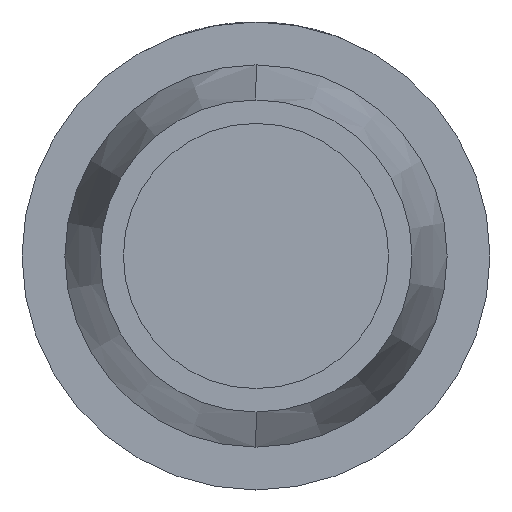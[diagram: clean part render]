
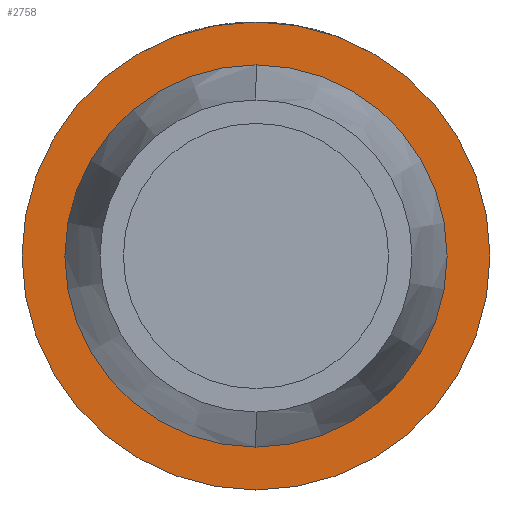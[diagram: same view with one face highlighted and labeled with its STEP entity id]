
A CAD part, front view. The second image highlights one B-rep face of the part: STEP entity #2758.
In plain terms, the highlighted planar face has unit normal (0, -1, 0).
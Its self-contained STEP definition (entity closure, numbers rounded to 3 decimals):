
#2 = VERTEX_POINT ( 'NONE', #3955 ) ;
#14 = DIRECTION ( 'NONE',  ( 0., 0., -1. ) ) ;
#113 = DIRECTION ( 'NONE',  ( 0., -1., 0. ) ) ;
#163 = ORIENTED_EDGE ( 'NONE', *, *, #725, .F. ) ;
#260 = DIRECTION ( 'NONE',  ( 0., -1., 0. ) ) ;
#310 = DIRECTION ( 'NONE',  ( 0., 0., 1. ) ) ;
#378 = PLANE ( 'NONE',  #1037 ) ;
#715 = VERTEX_POINT ( 'NONE', #1411 ) ;
#725 = EDGE_CURVE ( 'Defeature ausgef�hrt2_4+Defeature ausgef�hrt2_3+Defeature ausgef�hrt2_3+Defeature ausgef�hrt2_3', #2, #1104, #2687, .T. ) ;
#820 = VERTEX_POINT ( 'NONE', #3063 ) ;
#887 = AXIS2_PLACEMENT_3D ( 'NONE', #1985, #2075, #1062 ) ;
#968 = ORIENTED_EDGE ( 'NONE', *, *, #1034, .T. ) ;
#1034 = EDGE_CURVE ( 'Defeature ausgef�hrt2_3+Defeature ausgef�hrt2_2+Defeature ausgef�hrt2_2+Defeature ausgef�hrt2_2', #715, #820, #1174, .T. ) ;
#1037 = AXIS2_PLACEMENT_3D ( 'NONE', #1627, #1668, #14 ) ;
#1062 = DIRECTION ( 'NONE',  ( 0., 0., 1. ) ) ;
#1104 = VERTEX_POINT ( 'NONE', #3744 ) ;
#1158 = DIRECTION ( 'NONE',  ( 0., 0., 1. ) ) ;
#1174 = CIRCLE ( 'NONE', #2272, 1.5 ) ;
#1220 = EDGE_LOOP ( 'NONE', ( #2101, #163 ) ) ;
#1411 = CARTESIAN_POINT ( 'NONE',  ( 0., 3., -1.5 ) ) ;
#1627 = CARTESIAN_POINT ( 'NONE',  ( -1.225, 3., 0. ) ) ;
#1668 = DIRECTION ( 'NONE',  ( 0., 1., 0. ) ) ;
#1717 = DIRECTION ( 'NONE',  ( 0., 0., 1. ) ) ;
#1771 = EDGE_CURVE ( 'Defeature ausgef�hrt2_4+Defeature ausgef�hrt2_3+Defeature ausgef�hrt2_3+Defeature ausgef�hrt2_3', #1104, #2, #4036, .T. ) ;
#1985 = CARTESIAN_POINT ( 'NONE',  ( 0., 3., 0. ) ) ;
#2075 = DIRECTION ( 'NONE',  ( 0., -1., 0. ) ) ;
#2101 = ORIENTED_EDGE ( 'NONE', *, *, #1771, .F. ) ;
#2237 = CARTESIAN_POINT ( 'NONE',  ( 0., 3., 0. ) ) ;
#2255 = AXIS2_PLACEMENT_3D ( 'NONE', #4055, #260, #1158 ) ;
#2272 = AXIS2_PLACEMENT_3D ( 'NONE', #2237, #3797, #310 ) ;
#2337 = CIRCLE ( 'NONE', #887, 1.5 ) ;
#2687 = CIRCLE ( 'NONE', #3493, 1.225 ) ;
#2689 = ORIENTED_EDGE ( 'NONE', *, *, #2799, .T. ) ;
#2755 = EDGE_LOOP ( 'NONE', ( #2689, #968 ) ) ;
#2758 = ADVANCED_FACE ( 'Defeature ausgef�hrt2_3', ( #3866, #2881 ), #378, .F. ) ;
#2799 = EDGE_CURVE ( 'Defeature ausgef�hrt2_3+Defeature ausgef�hrt2_2+Defeature ausgef�hrt2_2+Defeature ausgef�hrt2_2', #820, #715, #2337, .T. ) ;
#2881 = FACE_OUTER_BOUND ( 'NONE', #2755, .T. ) ;
#3063 = CARTESIAN_POINT ( 'NONE',  ( 0., 3., 1.5 ) ) ;
#3493 = AXIS2_PLACEMENT_3D ( 'NONE', #3926, #113, #1717 ) ;
#3744 = CARTESIAN_POINT ( 'NONE',  ( 0., 3., 1.225 ) ) ;
#3797 = DIRECTION ( 'NONE',  ( 0., -1., 0. ) ) ;
#3866 = FACE_BOUND ( 'NONE', #1220, .T. ) ;
#3926 = CARTESIAN_POINT ( 'NONE',  ( 0., 3., 0. ) ) ;
#3955 = CARTESIAN_POINT ( 'NONE',  ( 0., 3., -1.225 ) ) ;
#4036 = CIRCLE ( 'NONE', #2255, 1.225 ) ;
#4055 = CARTESIAN_POINT ( 'NONE',  ( 0., 3., 0. ) ) ;
